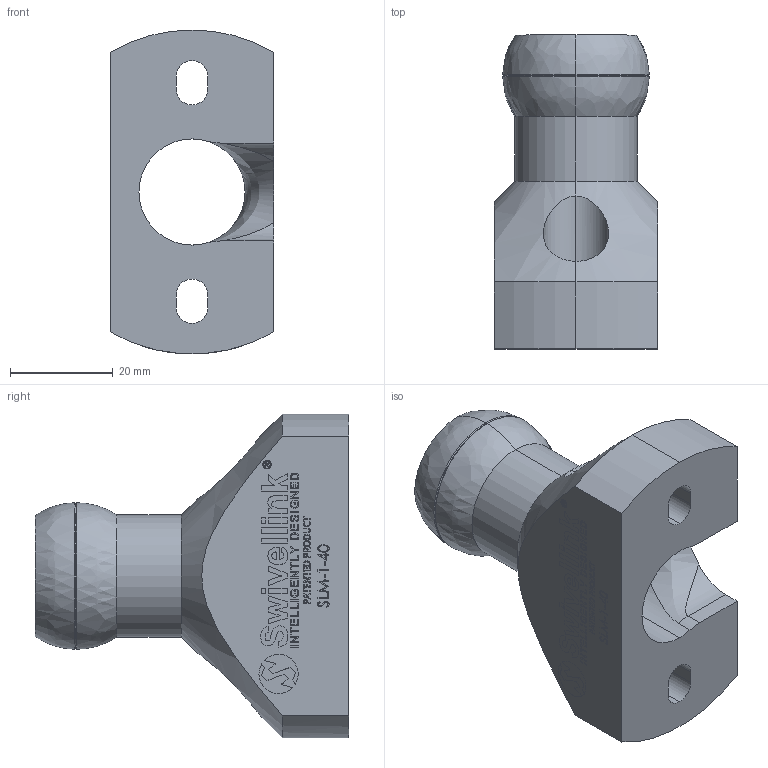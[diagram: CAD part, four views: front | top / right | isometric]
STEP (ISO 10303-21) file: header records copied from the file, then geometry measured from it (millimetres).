
FILE_DESCRIPTION (( 'STEP AP214' ), '1' );
FILE_NAME ('SLM-1-40.STEP', '2023-03-09T11:34:25', ( '' ), ( '' ), 'SwSTEP 2.0', 'SolidWorks 2021', '' );
FILE_SCHEMA (( 'AUTOMOTIVE_DESIGN' ));
Length unit declared in the file: inch
Products named in the file (1): SLM-1-40
Bounding box: 31.7 x 61 x 62.99 mm (x, y, z)
Volume: 37086.5 mm3; surface area: 14320.1 mm2
Topology: 1 solids, 1 shells, 117 faces, 1083 edges, 1040 vertices
Faces by surface type: plane 85, cylinder 21, bspline 9, cone 2
Entity records: 12431 total; most frequent: CARTESIAN_POINT 3969, ORIENTED_EDGE 2166, DIRECTION 1296, EDGE_CURVE 1083, VERTEX_POINT 1040, LINE 974, VECTOR 974, EDGE_LOOP 195
